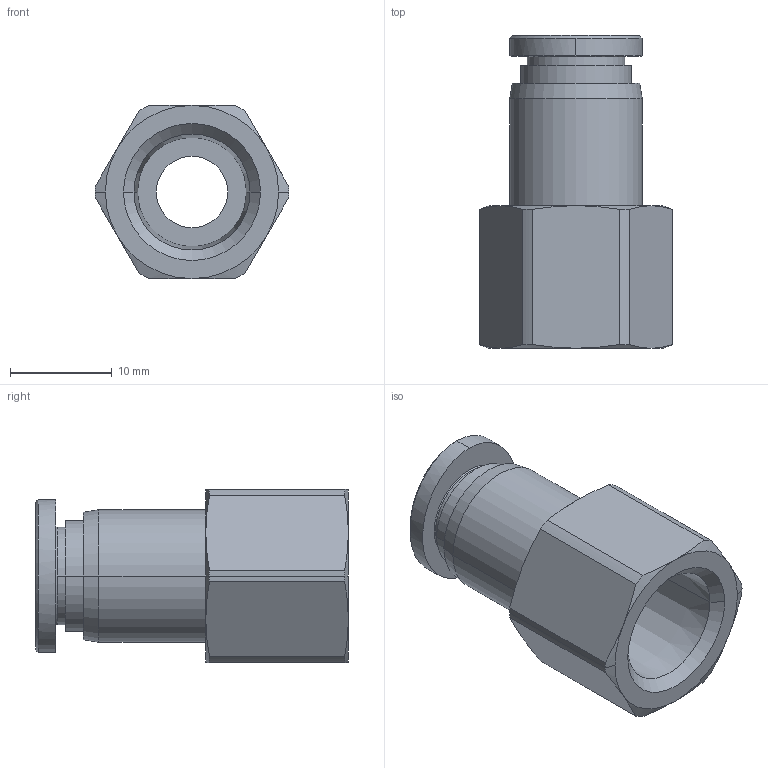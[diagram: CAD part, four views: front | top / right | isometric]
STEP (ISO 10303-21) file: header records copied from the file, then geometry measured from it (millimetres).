
FILE_DESCRIPTION((''),'2;1');
FILE_NAME('GPCF 0802(3D).stp','2012-12-20T14:11:43',(''),(''),'Mechanical Desktop.R8.0.24.0','Mechanical Desktop.R8.0.24.0',', , ');
FILE_SCHEMA(('CONFIG_CONTROL_DESIGN'));
Length unit declared in the file: millimetre
Products named in the file (2): GPCF 0802(3D); ºÎÇ°1
Assembly tree (1 placements, depth 2):
  GPCF 0802(3D)
    ºÎÇ°1
Bounding box: 19 x 30.7 x 17 mm (x, y, z)
Volume: 3455.1 mm3; surface area: 2898.4 mm2
Topology: 1 solids, 1 shells, 429 faces, 1194 edges, 789 vertices
Faces by surface type: plane 347, bspline 29, cylinder 27, cone 26
Entity records: 14267 total; most frequent: CARTESIAN_POINT 3206, ORIENTED_EDGE 2388, DIRECTION 2108, EDGE_CURVE 1194, VECTOR 1026, LINE 1026, VERTEX_POINT 789, AXIS2_PLACEMENT_3D 541
